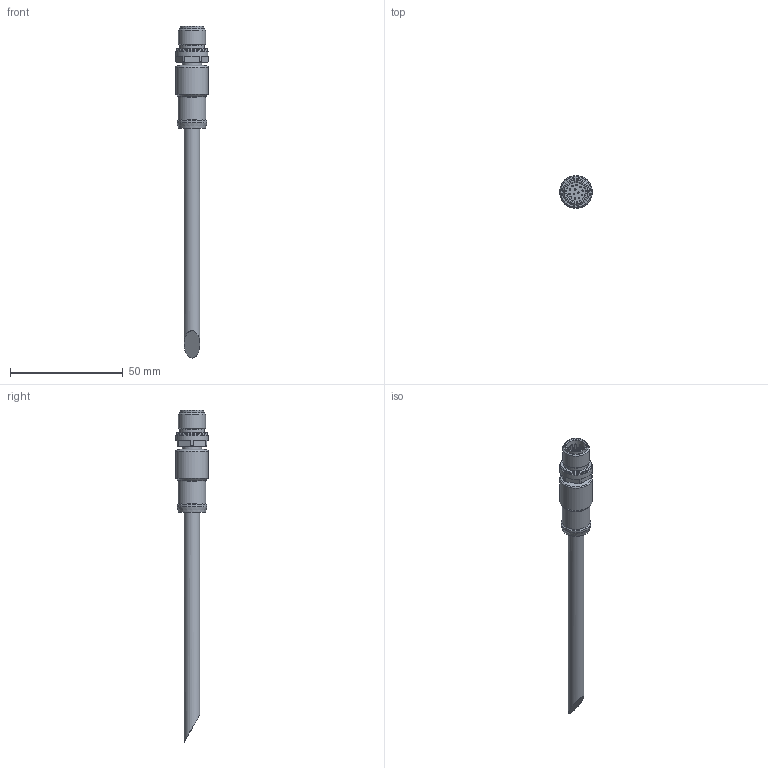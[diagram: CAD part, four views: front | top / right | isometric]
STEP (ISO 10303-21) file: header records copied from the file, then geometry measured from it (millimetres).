
FILE_DESCRIPTION(/* description */ ('STEP AP214'),/* implementation_level */ '2;1');
FILE_NAME(/* name */ '3947395_NEBS-SM12G12-E-5-N-LE12',/* time_stamp */ '2024-09-12T20:13:29+02:00',/* author */ ('License CC BY-ND 4.0'),/* organization */ ('CADENAS'),/* preprocessor_version */ 'ST-DEVELOPER v19.3',/* originating_system */ 'PARTsolutions',/* authorisation */ ' ');
FILE_SCHEMA (('AUTOMOTIVE_DESIGN {1 0 10303 214 3 1 1}'));
Length unit declared in the file: millimetre
Products named in the file (2): 3947395 NEBS-SM12G12-E-5-N-LE12; 3947395 NEBS-SM12G12-E-5-N-LE12-(part)
Assembly tree (1 placements, depth 2):
  3947395 NEBS-SM12G12-E-5-N-LE12
    3947395 NEBS-SM12G12-E-5-N-LE12-(part)
Bounding box: 14.5 x 14.5 x 147.4 mm (x, y, z)
Volume: 9268.5 mm3; surface area: 4902.5 mm2
Topology: 1 solids, 1 shells, 174 faces, 446 edges, 292 vertices
Faces by surface type: plane 99, cylinder 56, cone 14, torus 5
Full cylindrical faces by diameter (mm): 0.6 x12, 7 x1, 8.3 x1, 8.5 x1, 10.4 x1, 11 x1, 12 x1, 12.3 x1, 13.3 x1, 14 x1, 14.5 x2
Entity records: 6370 total; most frequent: DIRECTION 916, CARTESIAN_POINT 906, ORIENTED_EDGE 812, EDGE_CURVE 406, AXIS2_PLACEMENT_3D 346, VERTEX_POINT 288, EDGE_LOOP 228, FACE_BOUND 228
